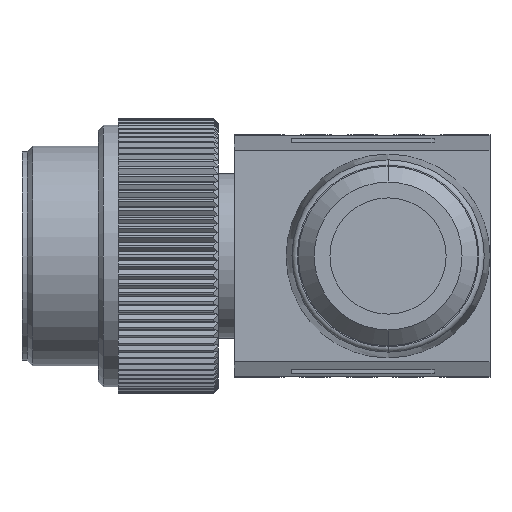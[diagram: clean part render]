
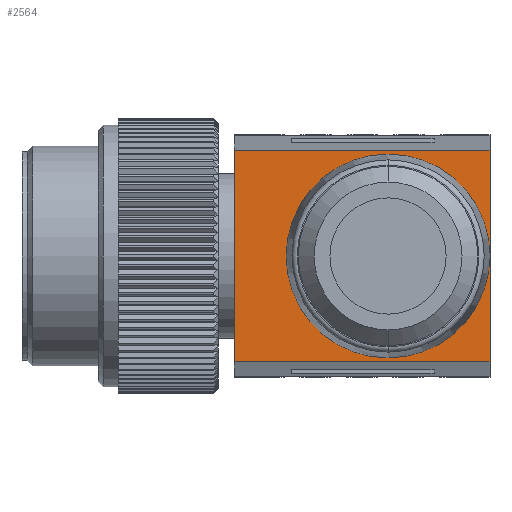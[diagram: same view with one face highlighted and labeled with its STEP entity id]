
A CAD part, left-side view. The second image highlights one B-rep face of the part: STEP entity #2564.
In plain terms, the highlighted planar face has unit normal (-1, 0, 0).
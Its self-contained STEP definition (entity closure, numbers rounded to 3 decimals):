
#512=DIRECTION('',(0.,0.,-1.));
#513=VECTOR('',#512,20.);
#514=CARTESIAN_POINT('',(46.8,24.2,-13.786));
#515=LINE('',#514,#513);
#534=DIRECTION('',(0.,1.,0.));
#535=VECTOR('',#534,24.2);
#536=CARTESIAN_POINT('',(46.8,0.,-13.786));
#537=LINE('',#536,#535);
#600=CARTESIAN_POINT('',(46.8,9.65,-23.786));
#601=DIRECTION('',(-1.,0.,0.));
#602=DIRECTION('',(0.,-1.,0.));
#603=AXIS2_PLACEMENT_3D('',#600,#601,#602);
#605=CARTESIAN_POINT('',(46.8,9.65,-23.786));
#606=DIRECTION('',(-1.,0.,0.));
#607=DIRECTION('',(0.,0.,1.));
#608=AXIS2_PLACEMENT_3D('',#605,#606,#607);
#610=CARTESIAN_POINT('',(46.8,9.65,-23.786));
#611=DIRECTION('',(-1.,0.,0.));
#612=DIRECTION('',(0.,0.,-1.));
#613=AXIS2_PLACEMENT_3D('',#610,#611,#612);
#615=DIRECTION('',(0.,0.,-1.));
#616=VECTOR('',#615,10.);
#617=CARTESIAN_POINT('',(46.8,0.,-23.786));
#618=LINE('',#617,#616);
#619=DIRECTION('',(0.,1.,0.));
#620=VECTOR('',#619,24.2);
#621=CARTESIAN_POINT('',(46.8,0.,-33.786));
#622=LINE('',#621,#620);
#623=DIRECTION('',(0.,0.,-1.));
#624=VECTOR('',#623,10.);
#625=CARTESIAN_POINT('',(46.8,0.,-13.786));
#626=LINE('',#625,#624);
#1356=CARTESIAN_POINT('',(46.8,0.,-33.786));
#1357=VERTEX_POINT('',#1356);
#1358=CARTESIAN_POINT('',(46.8,0.,-23.786));
#1359=VERTEX_POINT('',#1358);
#1360=CARTESIAN_POINT('',(46.8,0.,-13.786));
#1361=VERTEX_POINT('',#1360);
#1362=CARTESIAN_POINT('',(46.8,9.65,-14.136));
#1363=VERTEX_POINT('',#1362);
#1364=CARTESIAN_POINT('',(46.8,9.65,-33.436));
#1365=VERTEX_POINT('',#1364);
#1366=CARTESIAN_POINT('',(46.8,24.2,-33.786));
#1367=VERTEX_POINT('',#1366);
#1368=CARTESIAN_POINT('',(46.8,24.2,-13.786));
#1369=VERTEX_POINT('',#1368);
#2546=CARTESIAN_POINT('',(46.8,12.1,-23.786));
#2547=DIRECTION('',(1.,0.,0.));
#2548=DIRECTION('',(0.,0.,1.));
#2549=AXIS2_PLACEMENT_3D('',#2546,#2547,#2548);
#2550=PLANE('',#2549);
#2552=ORIENTED_EDGE('',*,*,#2551,.T.);
#2554=ORIENTED_EDGE('',*,*,#2553,.T.);
#2556=ORIENTED_EDGE('',*,*,#2555,.T.);
#2557=ORIENTED_EDGE('',*,*,#2514,.T.);
#2558=ORIENTED_EDGE('',*,*,#2528,.T.);
#2559=ORIENTED_EDGE('',*,*,#2414,.F.);
#2560=ORIENTED_EDGE('',*,*,#2437,.F.);
#2561=ORIENTED_EDGE('',*,*,#2516,.T.);
#2562=EDGE_LOOP('',(#2552,#2554,#2556,#2557,#2558,#2559,#2560,#2561));
#2563=FACE_OUTER_BOUND('',#2562,.F.);
#2564=ADVANCED_FACE('',(#2563),#2550,.F.);
#604=CIRCLE('',#603,9.65);
#609=CIRCLE('',#608,9.65);
#614=CIRCLE('',#613,9.65);
#2414=EDGE_CURVE('',#1369,#1367,#515,.T.);
#2437=EDGE_CURVE('',#1361,#1369,#537,.T.);
#2514=EDGE_CURVE('',#1359,#1357,#618,.T.);
#2516=EDGE_CURVE('',#1361,#1359,#626,.T.);
#2528=EDGE_CURVE('',#1357,#1367,#622,.T.);
#2551=EDGE_CURVE('',#1359,#1363,#604,.T.);
#2553=EDGE_CURVE('',#1363,#1365,#609,.T.);
#2555=EDGE_CURVE('',#1365,#1359,#614,.T.);
